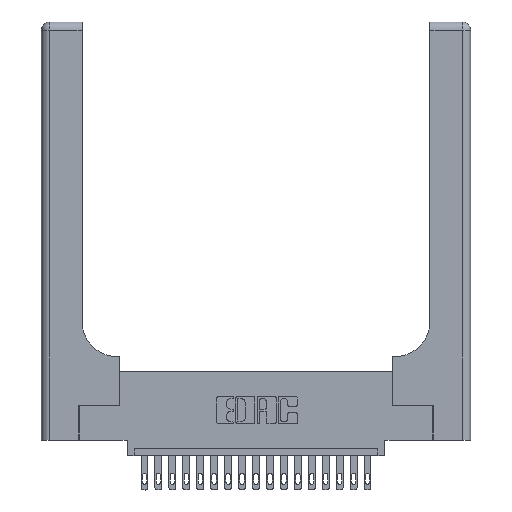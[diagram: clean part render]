
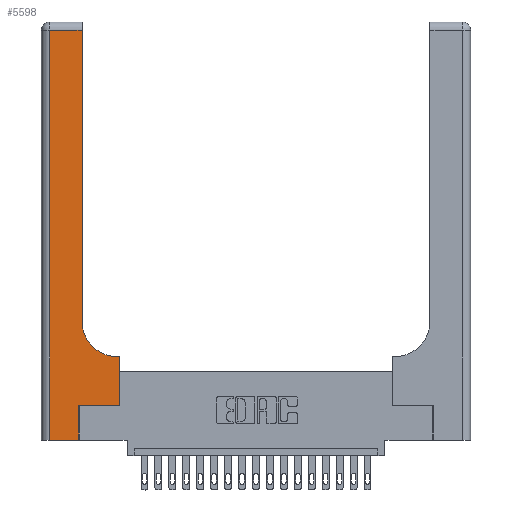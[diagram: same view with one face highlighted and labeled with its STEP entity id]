
A CAD part, top view. The second image highlights one B-rep face of the part: STEP entity #5598.
In plain terms, the highlighted planar face has unit normal (0, 0, 1).
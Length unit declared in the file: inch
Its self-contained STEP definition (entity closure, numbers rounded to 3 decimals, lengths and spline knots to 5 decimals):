
#780 = DIRECTION ( 'NONE',  ( 0., -1., 0. ) ) ;
#1432 = AXIS2_PLACEMENT_3D ( 'NONE', #3579, #16702, #6902 ) ;
#1797 = LINE ( 'NONE', #10365, #10096 ) ;
#1893 = EDGE_CURVE ( 'NONE', #2714, #7947, #18501, .T. ) ;
#2493 = VERTEX_POINT ( 'NONE', #12631 ) ;
#2714 = VERTEX_POINT ( 'NONE', #6594 ) ;
#3124 = DIRECTION ( 'NONE',  ( 0., 1., 0. ) ) ;
#3579 = CARTESIAN_POINT ( 'NONE',  ( 0., 3., 0.37 ) ) ;
#3794 = CARTESIAN_POINT ( 'NONE',  ( 0., 2.94, 0.37 ) ) ;
#3854 = EDGE_CURVE ( 'NONE', #7947, #15238, #21328, .T. ) ;
#4478 = VERTEX_POINT ( 'NONE', #18257 ) ;
#4688 = EDGE_CURVE ( 'NONE', #8018, #19534, #9968, .T. ) ;
#4934 = CARTESIAN_POINT ( 'NONE',  ( 0.2915, 3., 0.37 ) ) ;
#5214 = LINE ( 'NONE', #15144, #13476 ) ;
#5320 = ORIENTED_EDGE ( 'NONE', *, *, #3854, .T. ) ;
#5598 = ADVANCED_FACE ( 'NONE', ( #16084 ), #15228, .F. ) ;
#5891 = LINE ( 'NONE', #3794, #20075 ) ;
#5932 = CARTESIAN_POINT ( 'NONE',  ( 0.5585, 0.6, 0.37 ) ) ;
#6192 = CARTESIAN_POINT ( 'NONE',  ( 0., 0., 0.37 ) ) ;
#6324 = EDGE_LOOP ( 'NONE', ( #15615, #11877, #8834, #9155, #5320, #16166, #15200, #20759, #10121 ) ) ;
#6536 = EDGE_CURVE ( 'NONE', #2493, #8018, #17067, .T. ) ;
#6594 = CARTESIAN_POINT ( 'NONE',  ( 0.06, 0., 0.37 ) ) ;
#6902 = DIRECTION ( 'NONE',  ( -1., 0., 0. ) ) ;
#6948 = EDGE_CURVE ( 'NONE', #15238, #4478, #9092, .T. ) ;
#7029 = DIRECTION ( 'NONE',  ( -1., 0., 0. ) ) ;
#7603 = DIRECTION ( 'NONE',  ( 0., 1., 0. ) ) ;
#7682 = DIRECTION ( 'NONE',  ( 0., 0., -1. ) ) ;
#7947 = VERTEX_POINT ( 'NONE', #17722 ) ;
#8018 = VERTEX_POINT ( 'NONE', #19830 ) ;
#8822 = CARTESIAN_POINT ( 'NONE',  ( 0.269, 0.25, 0.37 ) ) ;
#8834 = ORIENTED_EDGE ( 'NONE', *, *, #18068, .T. ) ;
#9092 = LINE ( 'NONE', #8822, #17316 ) ;
#9155 = ORIENTED_EDGE ( 'NONE', *, *, #1893, .T. ) ;
#9968 = LINE ( 'NONE', #4934, #20512 ) ;
#10096 = VECTOR ( 'NONE', #780, 39.37008 ) ;
#10121 = ORIENTED_EDGE ( 'NONE', *, *, #6536, .T. ) ;
#10365 = CARTESIAN_POINT ( 'NONE',  ( 0.06, 3., 0.37 ) ) ;
#11333 = EDGE_CURVE ( 'NONE', #4478, #18214, #21287, .T. ) ;
#11836 = CARTESIAN_POINT ( 'NONE',  ( 0.06, 2.94, 0.37 ) ) ;
#11877 = ORIENTED_EDGE ( 'NONE', *, *, #19836, .T. ) ;
#12043 = DIRECTION ( 'NONE',  ( -1., 0., 0. ) ) ;
#12237 = CARTESIAN_POINT ( 'NONE',  ( 0.5585, 0.25, 0.37 ) ) ;
#12513 = AXIS2_PLACEMENT_3D ( 'NONE', #19063, #7682, #17402 ) ;
#12631 = CARTESIAN_POINT ( 'NONE',  ( 0.5415, 0.6, 0.37 ) ) ;
#13476 = VECTOR ( 'NONE', #7029, 39.37008 ) ;
#13568 = DIRECTION ( 'NONE',  ( 1., 0., 0. ) ) ;
#13708 = EDGE_CURVE ( 'NONE', #18214, #2493, #5214, .T. ) ;
#14530 = VERTEX_POINT ( 'NONE', #11836 ) ;
#14633 = VECTOR ( 'NONE', #20766, 39.37008 ) ;
#15144 = CARTESIAN_POINT ( 'NONE',  ( 0.2915, 0.6, 0.37 ) ) ;
#15200 = ORIENTED_EDGE ( 'NONE', *, *, #11333, .T. ) ;
#15228 = PLANE ( 'NONE',  #1432 ) ;
#15238 = VERTEX_POINT ( 'NONE', #18560 ) ;
#15615 = ORIENTED_EDGE ( 'NONE', *, *, #4688, .T. ) ;
#16084 = FACE_OUTER_BOUND ( 'NONE', #6324, .T. ) ;
#16166 = ORIENTED_EDGE ( 'NONE', *, *, #6948, .T. ) ;
#16702 = DIRECTION ( 'NONE',  ( 0., 0., -1. ) ) ;
#17067 = CIRCLE ( 'NONE', #12513, 0.25 ) ;
#17316 = VECTOR ( 'NONE', #13568, 39.37008 ) ;
#17402 = DIRECTION ( 'NONE',  ( 1., 0., 0. ) ) ;
#17502 = CARTESIAN_POINT ( 'NONE',  ( 0.269, 0., 0.37 ) ) ;
#17572 = CARTESIAN_POINT ( 'NONE',  ( 0.2915, 2.94, 0.37 ) ) ;
#17722 = CARTESIAN_POINT ( 'NONE',  ( 0.269, 0., 0.37 ) ) ;
#18068 = EDGE_CURVE ( 'NONE', #14530, #2714, #1797, .T. ) ;
#18214 = VERTEX_POINT ( 'NONE', #5932 ) ;
#18257 = CARTESIAN_POINT ( 'NONE',  ( 0.5585, 0.25, 0.37 ) ) ;
#18501 = LINE ( 'NONE', #6192, #20064 ) ;
#18560 = CARTESIAN_POINT ( 'NONE',  ( 0.269, 0.25, 0.37 ) ) ;
#19063 = CARTESIAN_POINT ( 'NONE',  ( 0.5415, 0.85, 0.37 ) ) ;
#19440 = DIRECTION ( 'NONE',  ( 1., 0., 0. ) ) ;
#19534 = VERTEX_POINT ( 'NONE', #17572 ) ;
#19718 = VECTOR ( 'NONE', #7603, 39.37008 ) ;
#19830 = CARTESIAN_POINT ( 'NONE',  ( 0.2915, 0.85, 0.37 ) ) ;
#19836 = EDGE_CURVE ( 'NONE', #19534, #14530, #5891, .T. ) ;
#20064 = VECTOR ( 'NONE', #19440, 39.37008 ) ;
#20075 = VECTOR ( 'NONE', #12043, 39.37008 ) ;
#20512 = VECTOR ( 'NONE', #3124, 39.37008 ) ;
#20759 = ORIENTED_EDGE ( 'NONE', *, *, #13708, .T. ) ;
#20766 = DIRECTION ( 'NONE',  ( 0., 1., 0. ) ) ;
#21287 = LINE ( 'NONE', #12237, #19718 ) ;
#21328 = LINE ( 'NONE', #17502, #14633 ) ;
